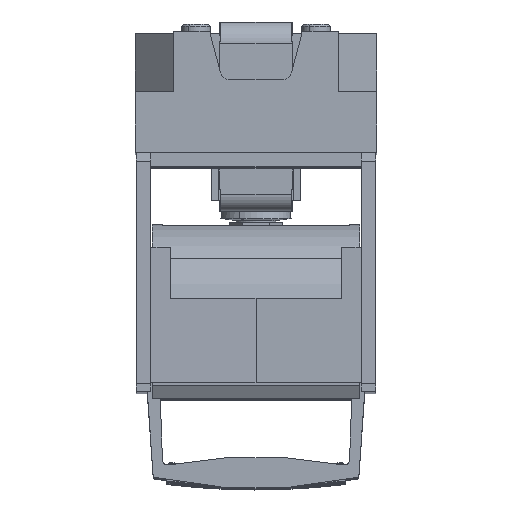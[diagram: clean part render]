
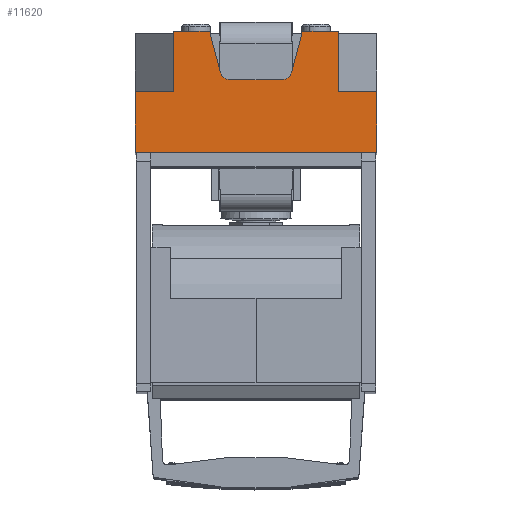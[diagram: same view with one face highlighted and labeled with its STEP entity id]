
A CAD part, top view. The second image highlights one B-rep face of the part: STEP entity #11620.
In plain terms, the highlighted planar face has unit normal (0, 0, 1).
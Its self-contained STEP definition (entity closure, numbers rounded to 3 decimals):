
#594=DIRECTION('',(-1.,0.,0.));
#595=VECTOR('',#594,100.);
#596=CARTESIAN_POINT('',(50.,-54.,277.5));
#597=LINE('',#596,#595);
#2375=DIRECTION('',(0.,1.,0.));
#2376=VECTOR('',#2375,1.171);
#2377=CARTESIAN_POINT('',(18.936,-5.171,277.5));
#2378=LINE('',#2377,#2376);
#2424=DIRECTION('',(-0.259,-0.966,0.));
#2425=VECTOR('',#2424,16.424);
#2426=CARTESIAN_POINT('',(18.936,-5.171,277.5));
#2427=LINE('',#2426,#2425);
#2431=DIRECTION('',(-1.,0.,0.));
#2432=VECTOR('',#2431,0.314);
#2433=CARTESIAN_POINT('',(19.25,-4.,277.5));
#2434=LINE('',#2433,#2432);
#2438=DIRECTION('',(-1.,0.,0.));
#2439=VECTOR('',#2438,6.764);
#2440=CARTESIAN_POINT('',(34.264,-4.,277.5));
#2441=LINE('',#2440,#2439);
#2445=DIRECTION('',(0.,1.,0.));
#2446=VECTOR('',#2445,25.);
#2447=CARTESIAN_POINT('',(34.264,-29.,277.5));
#2448=LINE('',#2447,#2446);
#2452=DIRECTION('',(-1.,0.,0.));
#2453=VECTOR('',#2452,6.764);
#2454=CARTESIAN_POINT('',(-27.5,-4.,277.5));
#2455=LINE('',#2454,#2453);
#2459=DIRECTION('',(-1.,0.,0.));
#2460=VECTOR('',#2459,0.314);
#2461=CARTESIAN_POINT('',(-18.936,-4.,277.5));
#2462=LINE('',#2461,#2460);
#2466=DIRECTION('',(0.,1.,0.));
#2467=VECTOR('',#2466,1.171);
#2468=CARTESIAN_POINT('',(-18.936,-5.171,277.5));
#2469=LINE('',#2468,#2467);
#2473=DIRECTION('',(-0.259,0.966,0.));
#2474=VECTOR('',#2473,16.424);
#2475=CARTESIAN_POINT('',(-14.685,-21.035,277.5));
#2476=LINE('',#2475,#2474);
#2480=CARTESIAN_POINT('',(-10.822,-20.,277.5));
#2481=DIRECTION('',(0.,0.,-1.));
#2482=DIRECTION('',(0.,-1.,0.));
#2483=AXIS2_PLACEMENT_3D('',#2480,#2481,#2482);
#2488=CARTESIAN_POINT('',(10.822,-20.,277.5));
#2489=DIRECTION('',(0.,0.,-1.));
#2490=DIRECTION('',(0.966,-0.259,0.));
#2491=AXIS2_PLACEMENT_3D('',#2488,#2489,#2490);
#2510=DIRECTION('',(1.,0.,0.));
#2511=VECTOR('',#2510,21.643);
#2512=CARTESIAN_POINT('',(-10.822,-24.,277.5));
#2513=LINE('',#2512,#2511);
#2597=DIRECTION('',(1.,0.,0.));
#2598=VECTOR('',#2597,8.25);
#2599=CARTESIAN_POINT('',(19.25,-4.,277.5));
#2600=LINE('',#2599,#2598);
#2625=DIRECTION('',(1.,0.,0.));
#2626=VECTOR('',#2625,8.25);
#2627=CARTESIAN_POINT('',(-27.5,-4.,277.5));
#2628=LINE('',#2627,#2626);
#2768=DIRECTION('',(0.,-1.,0.));
#2769=VECTOR('',#2768,25.);
#2770=CARTESIAN_POINT('',(50.,-29.,277.5));
#2771=LINE('',#2770,#2769);
#2831=DIRECTION('',(1.,0.,0.));
#2832=VECTOR('',#2831,15.736);
#2833=CARTESIAN_POINT('',(34.264,-29.,277.5));
#2834=LINE('',#2833,#2832);
#2866=DIRECTION('',(0.,1.,0.));
#2867=VECTOR('',#2866,25.);
#2868=CARTESIAN_POINT('',(-34.264,-29.,277.5));
#2869=LINE('',#2868,#2867);
#2880=DIRECTION('',(1.,0.,0.));
#2881=VECTOR('',#2880,15.736);
#2882=CARTESIAN_POINT('',(-50.,-29.,277.5));
#2883=LINE('',#2882,#2881);
#2915=DIRECTION('',(0.,1.,0.));
#2916=VECTOR('',#2915,25.);
#2917=CARTESIAN_POINT('',(-50.,-54.,277.5));
#2918=LINE('',#2917,#2916);
#8769=CARTESIAN_POINT('',(34.264,-4.,277.5));
#8770=VERTEX_POINT('',#8769);
#8771=CARTESIAN_POINT('',(34.264,-29.,277.5));
#8772=VERTEX_POINT('',#8771);
#8773=CARTESIAN_POINT('',(50.,-29.,277.5));
#8774=VERTEX_POINT('',#8773);
#8775=CARTESIAN_POINT('',(-34.264,-29.,277.5));
#8776=CARTESIAN_POINT('',(-34.264,-4.,277.5));
#8777=VERTEX_POINT('',#8775);
#8778=VERTEX_POINT('',#8776);
#8783=CARTESIAN_POINT('',(-14.685,-21.035,277.5));
#8784=CARTESIAN_POINT('',(-18.936,-5.171,277.5));
#8785=VERTEX_POINT('',#8783);
#8786=VERTEX_POINT('',#8784);
#8791=CARTESIAN_POINT('',(-10.822,-24.,277.5));
#8793=VERTEX_POINT('',#8791);
#8796=CARTESIAN_POINT('',(10.822,-24.,277.5));
#8798=VERTEX_POINT('',#8796);
#8799=CARTESIAN_POINT('',(14.685,-21.035,277.5));
#8801=VERTEX_POINT('',#8799);
#8805=CARTESIAN_POINT('',(18.936,-5.171,277.5));
#8806=VERTEX_POINT('',#8805);
#8815=CARTESIAN_POINT('',(-50.,-29.,277.5));
#8816=VERTEX_POINT('',#8815);
#8849=CARTESIAN_POINT('',(-27.5,-4.,277.5));
#8850=VERTEX_POINT('',#8849);
#8851=CARTESIAN_POINT('',(-19.25,-4.,277.5));
#8852=VERTEX_POINT('',#8851);
#8853=CARTESIAN_POINT('',(-18.936,-4.,277.5));
#8854=VERTEX_POINT('',#8853);
#8859=CARTESIAN_POINT('',(18.936,-4.,277.5));
#8860=VERTEX_POINT('',#8859);
#8861=CARTESIAN_POINT('',(19.25,-4.,277.5));
#8862=VERTEX_POINT('',#8861);
#8863=CARTESIAN_POINT('',(27.5,-4.,277.5));
#8864=VERTEX_POINT('',#8863);
#9146=CARTESIAN_POINT('',(50.,-54.,277.5));
#9147=VERTEX_POINT('',#9146);
#9148=CARTESIAN_POINT('',(-50.,-54.,277.5));
#9149=VERTEX_POINT('',#9148);
#11577=CARTESIAN_POINT('',(0.,-4.,277.5));
#11578=DIRECTION('',(0.,0.,1.));
#11579=DIRECTION('',(0.,-1.,0.));
#11580=AXIS2_PLACEMENT_3D('',#11577,#11578,#11579);
#11581=PLANE('',#11580);
#11583=ORIENTED_EDGE('',*,*,#11582,.F.);
#11584=ORIENTED_EDGE('',*,*,#11497,.T.);
#11586=ORIENTED_EDGE('',*,*,#11585,.F.);
#11588=ORIENTED_EDGE('',*,*,#11587,.T.);
#11590=ORIENTED_EDGE('',*,*,#11589,.F.);
#11592=ORIENTED_EDGE('',*,*,#11591,.F.);
#11594=ORIENTED_EDGE('',*,*,#11593,.T.);
#11596=ORIENTED_EDGE('',*,*,#11595,.T.);
#11597=ORIENTED_EDGE('',*,*,#10249,.T.);
#11599=ORIENTED_EDGE('',*,*,#11598,.T.);
#11601=ORIENTED_EDGE('',*,*,#11600,.T.);
#11603=ORIENTED_EDGE('',*,*,#11602,.T.);
#11605=ORIENTED_EDGE('',*,*,#11604,.F.);
#11607=ORIENTED_EDGE('',*,*,#11606,.T.);
#11609=ORIENTED_EDGE('',*,*,#11608,.F.);
#11610=ORIENTED_EDGE('',*,*,#11541,.F.);
#11611=ORIENTED_EDGE('',*,*,#11561,.F.);
#11613=ORIENTED_EDGE('',*,*,#11612,.F.);
#11615=ORIENTED_EDGE('',*,*,#11614,.T.);
#11617=ORIENTED_EDGE('',*,*,#11616,.F.);
#11618=EDGE_LOOP('',(#11583,#11584,#11586,#11588,#11590,#11592,#11594,#11596,
#11597,#11599,#11601,#11603,#11605,#11607,#11609,#11610,#11611,#11613,#11615,
#11617));
#11619=FACE_OUTER_BOUND('',#11618,.F.);
#2484=CIRCLE('',#2483,4.);
#2492=CIRCLE('',#2491,4.);
#10249=EDGE_CURVE('',#9147,#9149,#597,.T.);
#11497=EDGE_CURVE('',#8806,#8860,#2378,.T.);
#11541=EDGE_CURVE('',#8786,#8854,#2469,.T.);
#11561=EDGE_CURVE('',#8785,#8786,#2476,.T.);
#11582=EDGE_CURVE('',#8806,#8801,#2427,.T.);
#11585=EDGE_CURVE('',#8862,#8860,#2434,.T.);
#11587=EDGE_CURVE('',#8862,#8864,#2600,.T.);
#11589=EDGE_CURVE('',#8770,#8864,#2441,.T.);
#11591=EDGE_CURVE('',#8772,#8770,#2448,.T.);
#11593=EDGE_CURVE('',#8772,#8774,#2834,.T.);
#11595=EDGE_CURVE('',#8774,#9147,#2771,.T.);
#11598=EDGE_CURVE('',#9149,#8816,#2918,.T.);
#11600=EDGE_CURVE('',#8816,#8777,#2883,.T.);
#11602=EDGE_CURVE('',#8777,#8778,#2869,.T.);
#11604=EDGE_CURVE('',#8850,#8778,#2455,.T.);
#11606=EDGE_CURVE('',#8850,#8852,#2628,.T.);
#11608=EDGE_CURVE('',#8854,#8852,#2462,.T.);
#11612=EDGE_CURVE('',#8793,#8785,#2484,.T.);
#11614=EDGE_CURVE('',#8793,#8798,#2513,.T.);
#11616=EDGE_CURVE('',#8801,#8798,#2492,.T.);
#11620=ADVANCED_FACE('',(#11619),#11581,.T.);
